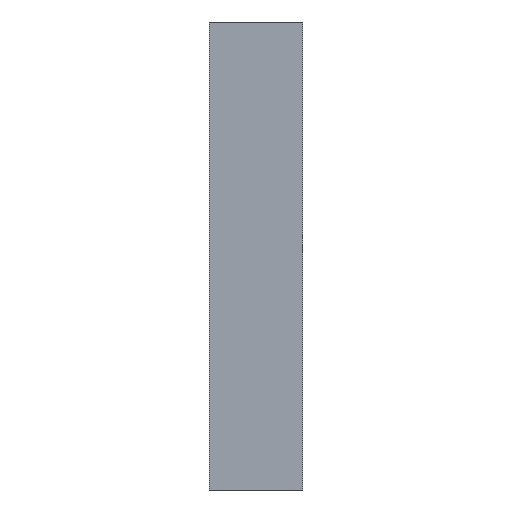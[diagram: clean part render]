
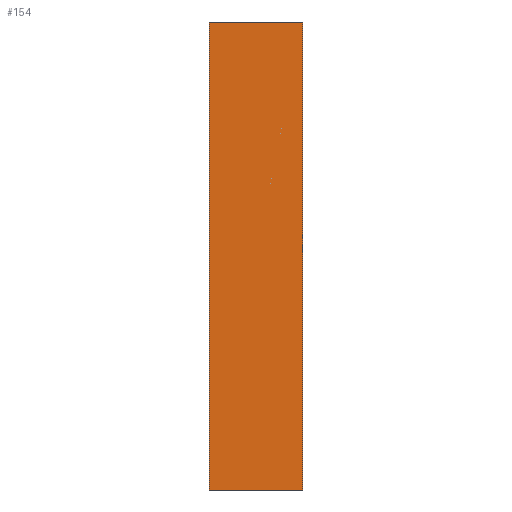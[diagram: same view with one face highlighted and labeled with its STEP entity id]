
A CAD part, front view. The second image highlights one B-rep face of the part: STEP entity #154.
In plain terms, the highlighted planar face has unit normal (0, -1, 0).
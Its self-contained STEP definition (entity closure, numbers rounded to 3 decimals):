
#36=CARTESIAN_POINT('Line Origine',(3.,11.,17.3)) ;
#40=CARTESIAN_POINT('Vertex',(2.,11.,17.3)) ;
#42=CARTESIAN_POINT('Vertex',(4.,11.,17.3)) ;
#111=CARTESIAN_POINT('Vertex',(2.,11.,27.3)) ;
#114=CARTESIAN_POINT('Line Origine',(3.,11.,27.3)) ;
#118=CARTESIAN_POINT('Vertex',(4.,11.,27.3)) ;
#133=CARTESIAN_POINT('Axis2P3D Location',(2.,11.,27.3)) ;
#138=CARTESIAN_POINT('Line Origine',(2.,11.,22.3)) ;
#143=CARTESIAN_POINT('Line Origine',(4.,11.,22.3)) ;
#38=VECTOR('Line Direction',#37,1.) ;
#116=VECTOR('Line Direction',#115,1.) ;
#140=VECTOR('Line Direction',#139,1.) ;
#145=VECTOR('Line Direction',#144,1.) ;
#37=DIRECTION('Vector Direction',(1.,0.,0.)) ;
#115=DIRECTION('Vector Direction',(1.,0.,0.)) ;
#134=DIRECTION('Axis2P3D Direction',(0.,-1.,0.)) ;
#135=DIRECTION('Axis2P3D XDirection',(0.,0.,-1.)) ;
#139=DIRECTION('Vector Direction',(0.,0.,-1.)) ;
#144=DIRECTION('Vector Direction',(0.,0.,-1.)) ;
#136=AXIS2_PLACEMENT_3D('Plane Axis2P3D',#133,#134,#135) ;
#39=LINE('Line',#36,#38) ;
#117=LINE('Line',#114,#116) ;
#141=LINE('Line',#138,#140) ;
#146=LINE('Line',#143,#145) ;
#137=PLANE('',#136) ;
#44=EDGE_CURVE('',#41,#43,#39,.T.) ;
#120=EDGE_CURVE('',#112,#119,#117,.T.) ;
#142=EDGE_CURVE('',#112,#41,#141,.T.) ;
#147=EDGE_CURVE('',#119,#43,#146,.T.) ;
#149=ORIENTED_EDGE('',*,*,#120,.F.) ;
#150=ORIENTED_EDGE('',*,*,#142,.T.) ;
#151=ORIENTED_EDGE('',*,*,#44,.T.) ;
#152=ORIENTED_EDGE('',*,*,#147,.F.) ;
#148=EDGE_LOOP('',(#149,#150,#151,#152)) ;
#41=VERTEX_POINT('',#40) ;
#43=VERTEX_POINT('',#42) ;
#112=VERTEX_POINT('',#111) ;
#119=VERTEX_POINT('',#118) ;
#154=ADVANCED_FACE('Corps principal',(#153),#137,.T.) ;
#153=FACE_OUTER_BOUND('',#148,.T.) ;
